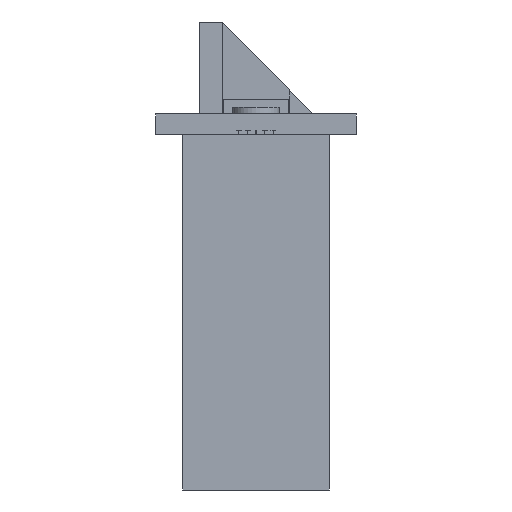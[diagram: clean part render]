
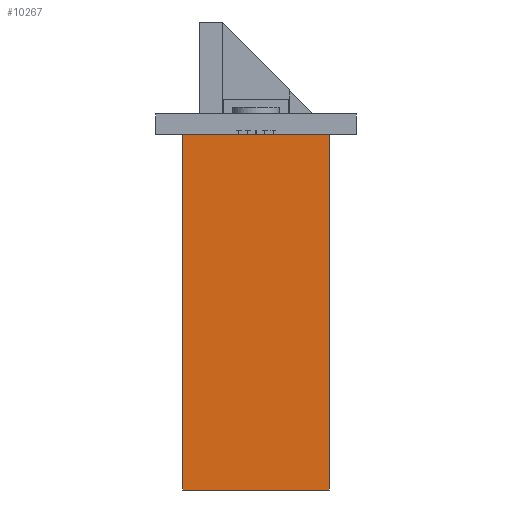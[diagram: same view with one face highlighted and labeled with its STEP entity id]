
A CAD part, front view. The second image highlights one B-rep face of the part: STEP entity #10267.
In plain terms, the highlighted planar face has unit normal (0, -1, 0).
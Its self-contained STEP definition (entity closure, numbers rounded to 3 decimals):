
#1575 = CARTESIAN_POINT ( 'NONE',  ( 8.75, 27.9, -42.5 ) ) ;
#1587 = CARTESIAN_POINT ( 'NONE',  ( -8.75, 27.9, -42.5 ) ) ;
#1624 = CARTESIAN_POINT ( 'NONE',  ( 8.75, 27.9, 0. ) ) ;
#1735 = DIRECTION ( 'NONE',  ( 0., 0., 1. ) ) ;
#1988 = LINE ( 'NONE', #5559, #3959 ) ;
#2249 = ORIENTED_EDGE ( 'NONE', *, *, #2621, .T. ) ;
#2621 = EDGE_CURVE ( 'NONE', #20593, #13319, #1988, .T. ) ;
#3959 = VECTOR ( 'NONE', #12770, 1000. ) ;
#4085 = CARTESIAN_POINT ( 'NONE',  ( -8.75, 27.9, -42.5 ) ) ;
#4277 = VECTOR ( 'NONE', #21227, 1000. ) ;
#4349 = CARTESIAN_POINT ( 'NONE',  ( -8.75, 27.9, 0. ) ) ;
#4497 = PLANE ( 'NONE',  #22009 ) ;
#4510 = CARTESIAN_POINT ( 'NONE',  ( -8.75, 27.9, -42.5 ) ) ;
#4683 = VERTEX_POINT ( 'NONE', #1575 ) ;
#5218 = VECTOR ( 'NONE', #16620, 1000. ) ;
#5559 = CARTESIAN_POINT ( 'NONE',  ( -8.75, 27.9, 0. ) ) ;
#6365 = LINE ( 'NONE', #4085, #5218 ) ;
#8049 = DIRECTION ( 'NONE',  ( -1., 0., 0. ) ) ;
#10136 = LINE ( 'NONE', #1587, #13491 ) ;
#10267 = ADVANCED_FACE ( 'NONE', ( #11955 ), #4497, .F. ) ;
#10384 = EDGE_LOOP ( 'NONE', ( #2249, #21061, #22059, #17777 ) ) ;
#10741 = LINE ( 'NONE', #19631, #4277 ) ;
#11479 = DIRECTION ( 'NONE',  ( 0., 1., 0. ) ) ;
#11955 = FACE_OUTER_BOUND ( 'NONE', #10384, .T. ) ;
#12770 = DIRECTION ( 'NONE',  ( -1., 0., 0. ) ) ;
#13319 = VERTEX_POINT ( 'NONE', #4349 ) ;
#13491 = VECTOR ( 'NONE', #1735, 1000. ) ;
#15148 = EDGE_CURVE ( 'NONE', #17910, #13319, #10136, .T. ) ;
#16620 = DIRECTION ( 'NONE',  ( -1., 0., 0. ) ) ;
#17777 = ORIENTED_EDGE ( 'NONE', *, *, #21844, .T. ) ;
#17910 = VERTEX_POINT ( 'NONE', #4510 ) ;
#18501 = EDGE_CURVE ( 'NONE', #4683, #17910, #6365, .T. ) ;
#19631 = CARTESIAN_POINT ( 'NONE',  ( 8.75, 27.9, -42.5 ) ) ;
#20350 = CARTESIAN_POINT ( 'NONE',  ( -8.75, 27.9, -42.5 ) ) ;
#20593 = VERTEX_POINT ( 'NONE', #1624 ) ;
#21061 = ORIENTED_EDGE ( 'NONE', *, *, #15148, .F. ) ;
#21227 = DIRECTION ( 'NONE',  ( 0., 0., 1. ) ) ;
#21844 = EDGE_CURVE ( 'NONE', #4683, #20593, #10741, .T. ) ;
#22009 = AXIS2_PLACEMENT_3D ( 'NONE', #20350, #11479, #8049 ) ;
#22059 = ORIENTED_EDGE ( 'NONE', *, *, #18501, .F. ) ;
